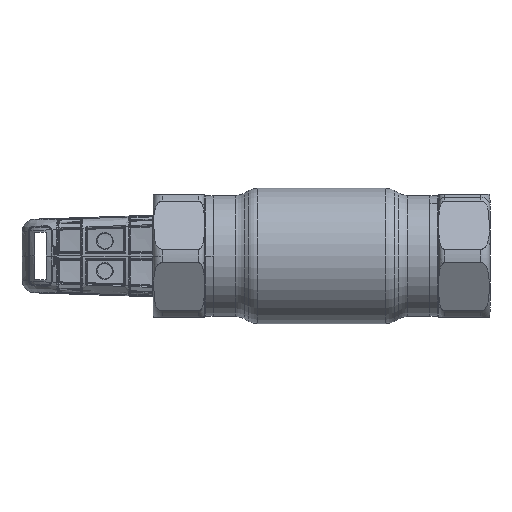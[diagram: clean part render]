
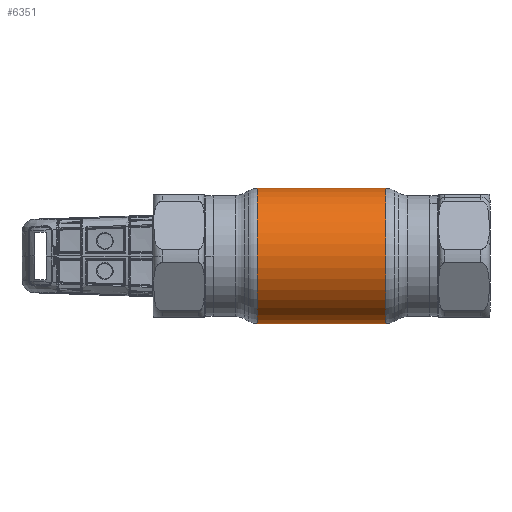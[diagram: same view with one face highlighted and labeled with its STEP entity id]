
A CAD part, front view. The second image highlights one B-rep face of the part: STEP entity #6351.
In plain terms, the highlighted cylindrical face has radius 22.5 mm (diameter 45 mm), a partial arc.
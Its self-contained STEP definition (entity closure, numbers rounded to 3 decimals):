
#1391 = CIRCLE ( 'NONE', #49667, 22.5 ) ;
#1675 = DIRECTION ( 'NONE',  ( 0., 0., 1. ) ) ;
#2486 = DIRECTION ( 'NONE',  ( -1., 0., 0. ) ) ;
#2701 = CARTESIAN_POINT ( 'NONE',  ( -62.69, 0., -22.5 ) ) ;
#3459 = CARTESIAN_POINT ( 'NONE',  ( -62.69, 0., 0. ) ) ;
#3618 = DIRECTION ( 'NONE',  ( 0., 0., 1. ) ) ;
#6351 = ADVANCED_FACE ( 'NONE', ( #7615 ), #12971, .T. ) ;
#7051 = VERTEX_POINT ( 'NONE', #25626 ) ;
#7615 = FACE_OUTER_BOUND ( 'NONE', #34353, .T. ) ;
#10554 = VERTEX_POINT ( 'NONE', #27494 ) ;
#11799 = AXIS2_PLACEMENT_3D ( 'NONE', #3459, #59413, #17501 ) ;
#12971 = CYLINDRICAL_SURFACE ( 'NONE', #11799, 22.5 ) ;
#13942 = EDGE_CURVE ( 'NONE', #27087, #7051, #43308, .T. ) ;
#15403 = VECTOR ( 'NONE', #2486, 1000. ) ;
#17501 = DIRECTION ( 'NONE',  ( 0., 0., 1. ) ) ;
#20355 = ORIENTED_EDGE ( 'NONE', *, *, #51065, .T. ) ;
#20513 = VECTOR ( 'NONE', #42025, 1000. ) ;
#20850 = DIRECTION ( 'NONE',  ( -1., 0., 0. ) ) ;
#23418 = DIRECTION ( 'NONE',  ( -1., 0., 0. ) ) ;
#25251 = EDGE_CURVE ( 'NONE', #10554, #7051, #1391, .T. ) ;
#25626 = CARTESIAN_POINT ( 'NONE',  ( -21.285, 0., 22.5 ) ) ;
#27087 = VERTEX_POINT ( 'NONE', #44754 ) ;
#27494 = CARTESIAN_POINT ( 'NONE',  ( -21.285, 0., -22.5 ) ) ;
#32373 = CARTESIAN_POINT ( 'NONE',  ( -62.69, 0., 22.5 ) ) ;
#34353 = EDGE_LOOP ( 'NONE', ( #51209, #20355, #56574, #41600 ) ) ;
#38866 = AXIS2_PLACEMENT_3D ( 'NONE', #53094, #20850, #1675 ) ;
#41600 = ORIENTED_EDGE ( 'NONE', *, *, #25251, .F. ) ;
#42025 = DIRECTION ( 'NONE',  ( -1., 0., 0. ) ) ;
#42068 = CARTESIAN_POINT ( 'NONE',  ( 21.285, 0., -22.5 ) ) ;
#42689 = LINE ( 'NONE', #2701, #15403 ) ;
#43308 = LINE ( 'NONE', #32373, #20513 ) ;
#44754 = CARTESIAN_POINT ( 'NONE',  ( 21.285, 0., 22.5 ) ) ;
#44879 = CIRCLE ( 'NONE', #38866, 22.5 ) ;
#49667 = AXIS2_PLACEMENT_3D ( 'NONE', #60365, #23418, #3618 ) ;
#51065 = EDGE_CURVE ( 'NONE', #61003, #27087, #44879, .T. ) ;
#51142 = EDGE_CURVE ( 'NONE', #61003, #10554, #42689, .T. ) ;
#51209 = ORIENTED_EDGE ( 'NONE', *, *, #51142, .F. ) ;
#53094 = CARTESIAN_POINT ( 'NONE',  ( 21.285, 0., 0. ) ) ;
#56574 = ORIENTED_EDGE ( 'NONE', *, *, #13942, .T. ) ;
#59413 = DIRECTION ( 'NONE',  ( -1., 0., 0. ) ) ;
#60365 = CARTESIAN_POINT ( 'NONE',  ( -21.285, 0., 0. ) ) ;
#61003 = VERTEX_POINT ( 'NONE', #42068 ) ;
